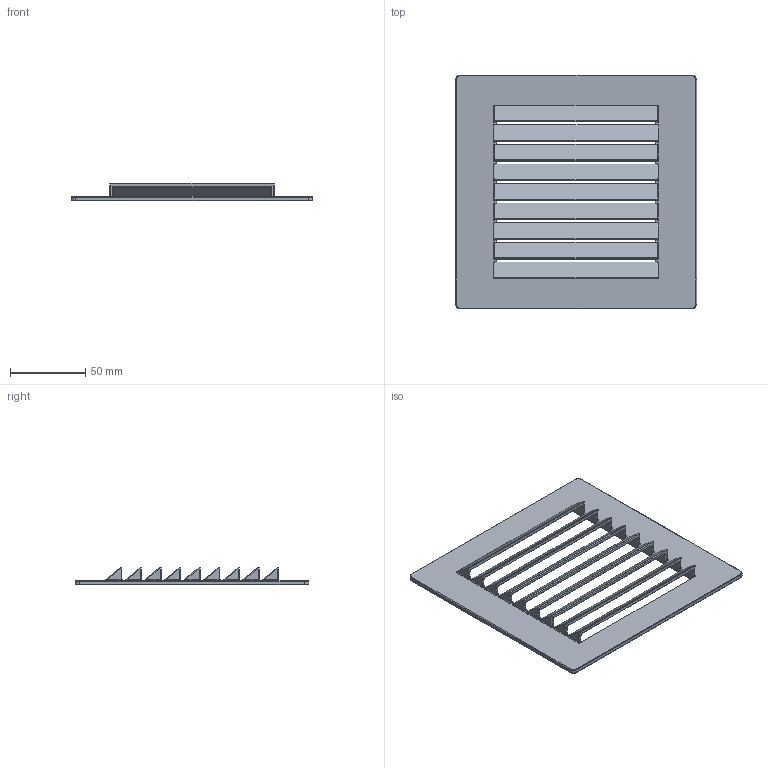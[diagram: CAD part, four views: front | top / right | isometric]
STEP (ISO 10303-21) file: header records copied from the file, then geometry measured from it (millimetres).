
FILE_DESCRIPTION (( 'STEP AP214' ), '1' );
FILE_NAME ('Ventilation Fins.STEP', '2024-08-01T02:02:42', ( '' ), ( '' ), 'SwSTEP 2.0', 'SolidWorks 2022', '' );
FILE_SCHEMA (( 'AUTOMOTIVE_DESIGN' ));
Length unit declared in the file: millimetre
Products named in the file (1): Ventilation Fins
Bounding box: 160 x 155.03 x 11.66 mm (x, y, z)
Volume: 70783.3 mm3; surface area: 60958.3 mm2
Topology: 1 solids, 1 shells, 346 faces, 884 edges, 506 vertices
Faces by surface type: cylinder 168, plane 80, torus 44, bspline 36, sphere 18
Entity records: 11062 total; most frequent: CARTESIAN_POINT 3031, ORIENTED_EDGE 1732, DIRECTION 1696, EDGE_CURVE 866, AXIS2_PLACEMENT_3D 631, VERTEX_POINT 506, LINE 434, VECTOR 434
